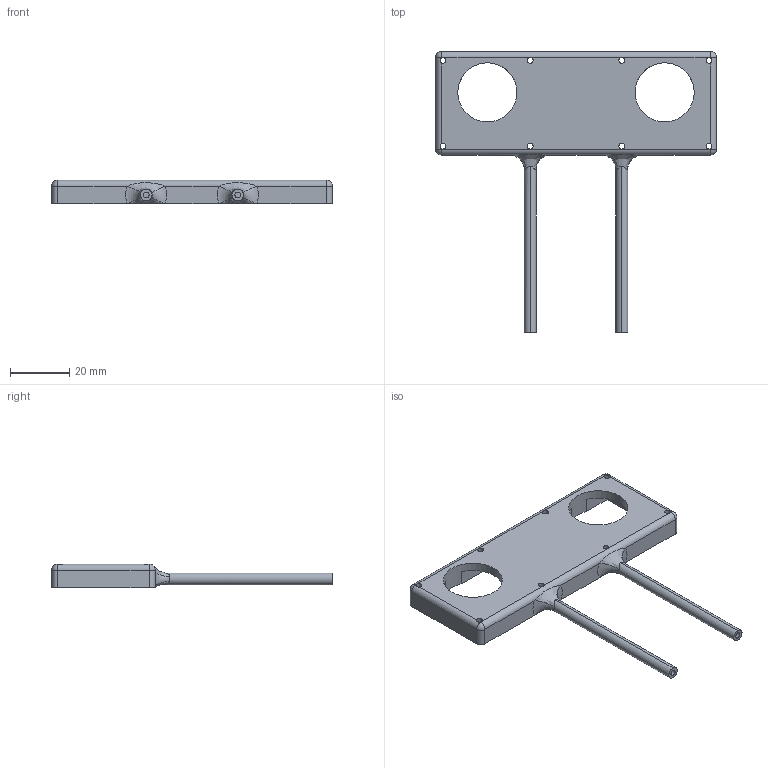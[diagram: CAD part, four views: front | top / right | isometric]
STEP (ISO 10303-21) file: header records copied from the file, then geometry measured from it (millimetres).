
FILE_DESCRIPTION (( 'STEP AP214' ), '1' );
FILE_NAME ('CAM_COVER.STEP', '2022-03-16T17:26:45', ( '' ), ( '' ), 'SwSTEP 2.0', 'SolidWorks 2020', '' );
FILE_SCHEMA (( 'AUTOMOTIVE_DESIGN' ));
Length unit declared in the file: millimetre
Products named in the file (1): CAM_COVER
Bounding box: 95 x 95 x 8 mm (x, y, z)
Volume: 14498.1 mm3; surface area: 10693.7 mm2
Topology: 1 solids, 1 shells, 73 faces, 208 edges, 128 vertices
Faces by surface type: cylinder 36, plane 21, bspline 8, sphere 4, torus 4
Entity records: 3206 total; most frequent: CARTESIAN_POINT 1286, ORIENTED_EDGE 408, DIRECTION 390, EDGE_CURVE 204, AXIS2_PLACEMENT_3D 154, VERTEX_POINT 128, CIRCLE 88, EDGE_LOOP 88
